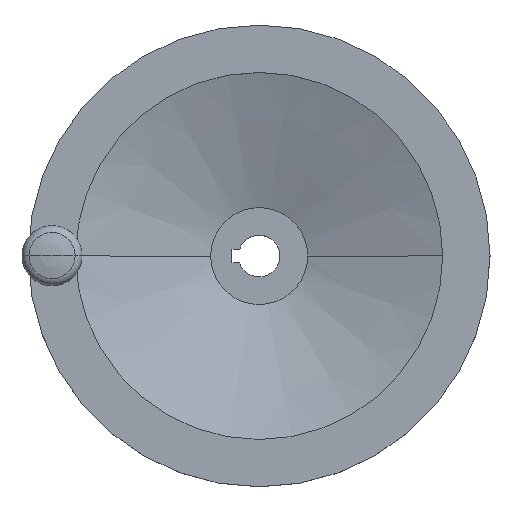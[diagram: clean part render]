
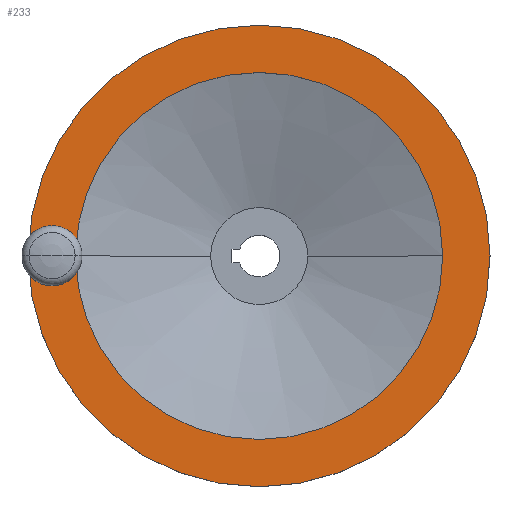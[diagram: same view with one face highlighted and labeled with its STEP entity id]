
A CAD part, top view. The second image highlights one B-rep face of the part: STEP entity #233.
In plain terms, the highlighted planar face has unit normal (0, 0, 1).
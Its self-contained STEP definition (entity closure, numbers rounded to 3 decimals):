
#189=EDGE_CURVE('',#217,#337,#519,.T.);
#195=EDGE_CURVE('',#307,#415,#525,.T.);
#217=VERTEX_POINT('',#550);
#233=ADVANCED_FACE('',(#570,#571,#572),#573,.T.);
#307=VERTEX_POINT('',#653);
#311=EDGE_CURVE('',#415,#307,#657,.T.);
#337=VERTEX_POINT('',#683);
#365=EDGE_CURVE('',#447,#419,#714,.T.);
#409=EDGE_CURVE('',#419,#447,#765,.T.);
#415=VERTEX_POINT('',#772);
#419=VERTEX_POINT('',#777);
#423=EDGE_CURVE('',#337,#217,#782,.T.);
#447=VERTEX_POINT('',#810);
#519=CIRCLE('',#887,100.0);
#525=CIRCLE('',#896,79.5);
#550=CARTESIAN_POINT('',(100.0,0.,45.0));
#570=FACE_BOUND('',#951,.T.);
#571=FACE_OUTER_BOUND('',#952,.T.);
#572=FACE_BOUND('',#953,.T.);
#573=PLANE('',#954);
#653=CARTESIAN_POINT('',(-79.5,0.,45.0));
#657=CIRCLE('',#1073,79.5);
#683=CARTESIAN_POINT('',(-100.0,0.,45.0));
#714=CIRCLE('',#1150,6.5);
#765=CIRCLE('',#1211,6.5);
#772=CARTESIAN_POINT('',(79.5,0.,45.0));
#777=CARTESIAN_POINT('',(-83.25,0.,45.0));
#782=CIRCLE('',#1229,100.0);
#810=CARTESIAN_POINT('',(-96.25,0.,45.0));
#887=AXIS2_PLACEMENT_3D('',#1339,#1340,#1341);
#896=AXIS2_PLACEMENT_3D('',#1348,#1349,#1350);
#951=EDGE_LOOP('',(#1418,#1419));
#952=EDGE_LOOP('',(#1420,#1421));
#953=EDGE_LOOP('',(#1422,#1423));
#954=AXIS2_PLACEMENT_3D('',#1424,#1425,#1426);
#1073=AXIS2_PLACEMENT_3D('',#1512,#1513,#1514);
#1150=AXIS2_PLACEMENT_3D('',#1566,#1567,#1568);
#1211=AXIS2_PLACEMENT_3D('',#1641,#1642,#1643);
#1229=AXIS2_PLACEMENT_3D('',#1667,#1668,#1669);
#1339=CARTESIAN_POINT('',(0.,0.,45.0));
#1340=DIRECTION('',(-0.0,0.0,-1.0));
#1341=DIRECTION('',(-1.0,0.,0.0));
#1348=CARTESIAN_POINT('',(0.,0.,45.0));
#1349=DIRECTION('',(-0.0,0.0,-1.0));
#1350=DIRECTION('',(-1.0,0.,0.0));
#1418=ORIENTED_EDGE('',*,*,#365,.T.);
#1419=ORIENTED_EDGE('',*,*,#409,.T.);
#1420=ORIENTED_EDGE('',*,*,#423,.F.);
#1421=ORIENTED_EDGE('',*,*,#189,.F.);
#1422=ORIENTED_EDGE('',*,*,#195,.T.);
#1423=ORIENTED_EDGE('',*,*,#311,.T.);
#1424=CARTESIAN_POINT('',(-89.75,0.,45.0));
#1425=DIRECTION('',(0.0,0.0,1.0));
#1426=DIRECTION('',(-1.0,0.,0.0));
#1512=CARTESIAN_POINT('',(0.,0.,45.0));
#1513=DIRECTION('',(-0.0,0.0,-1.0));
#1514=DIRECTION('',(-1.0,0.,0.0));
#1566=CARTESIAN_POINT('',(-89.75,0.,45.0));
#1567=DIRECTION('',(-0.0,0.0,-1.0));
#1568=DIRECTION('',(-1.0,0.,0.0));
#1641=CARTESIAN_POINT('',(-89.75,0.,45.0));
#1642=DIRECTION('',(-0.0,0.0,-1.0));
#1643=DIRECTION('',(-1.0,0.,0.0));
#1667=CARTESIAN_POINT('',(0.,0.,45.0));
#1668=DIRECTION('',(-0.0,0.0,-1.0));
#1669=DIRECTION('',(-1.0,0.,0.0));
